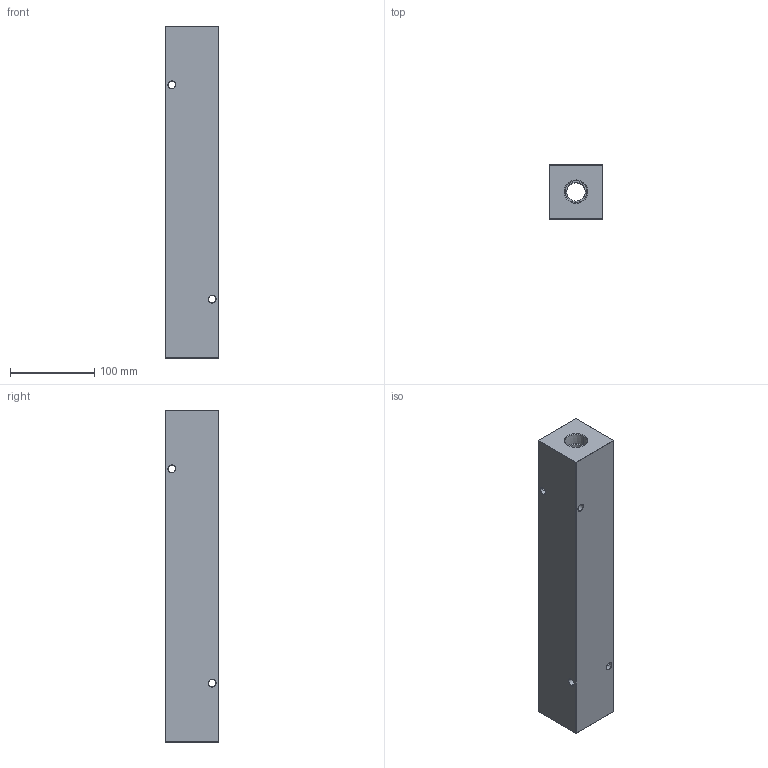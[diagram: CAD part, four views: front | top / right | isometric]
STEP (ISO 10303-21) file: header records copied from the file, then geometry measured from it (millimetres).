
FILE_DESCRIPTION (( 'STEP AP203' ), '1' );
FILE_NAME ('HM-6-90-P-12-12.STEP', '2020-10-30T16:32:03', ( '' ), ( '' ), 'SwSTEP 2.0', 'SolidWorks 2019', '' );
FILE_SCHEMA (( 'CONFIG_CONTROL_DESIGN' ));
Length unit declared in the file: inch
Products named in the file (1): HM-6-90-P-12-12
Bounding box: 63.5 x 63.5 x 393.7 mm (x, y, z)
Volume: 1287893.1 mm3; surface area: 155374.6 mm2
Topology: 1 solids, 1 shells, 573 faces, 1506 edges, 980 vertices
Faces by surface type: plane 288, bspline 189, cone 48, cylinder 48
Entity records: 27517 total; most frequent: CARTESIAN_POINT 14517, ORIENTED_EDGE 3012, DIRECTION 2022, EDGE_CURVE 1506, VERTEX_POINT 980, LINE 900, VECTOR 900, EDGE_LOOP 656
